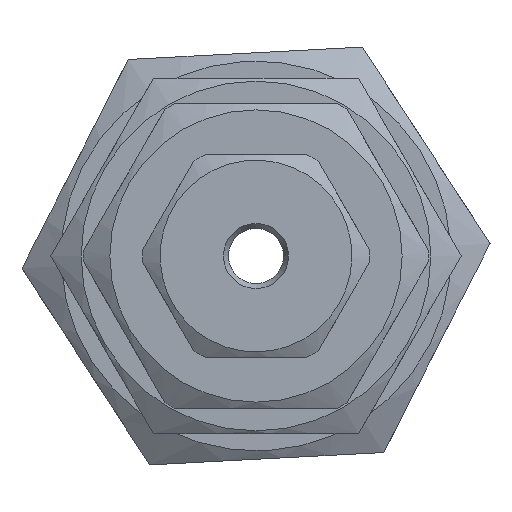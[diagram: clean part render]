
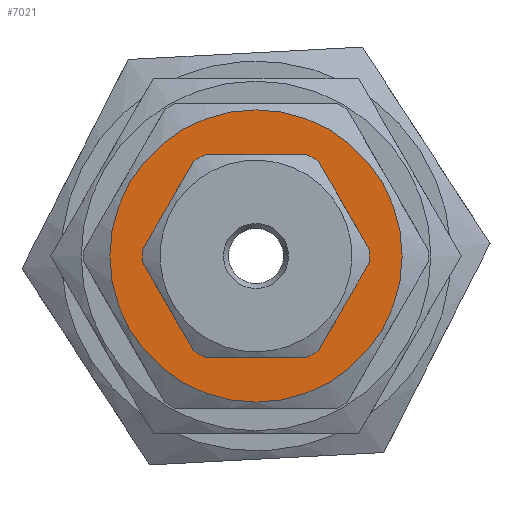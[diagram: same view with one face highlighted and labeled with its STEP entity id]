
A CAD part, left-side view. The second image highlights one B-rep face of the part: STEP entity #7021.
In plain terms, the highlighted planar face has unit normal (-1, 0, 0).
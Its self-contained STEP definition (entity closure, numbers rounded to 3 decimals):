
#6994=CARTESIAN_POINT('',(-7.295,1.143,-1.98));
#6995=DIRECTION('',(-1.0,0.0,0.0));
#6996=DIRECTION('',(0.0,0.866,0.5));
#6997=AXIS2_PLACEMENT_3D('',#6994,#6995,#6996);
#6998=PLANE('',#6997);
#6999=CARTESIAN_POINT('',(-7.295,2.286,-3.959));
#7000=VERTEX_POINT('',#6999);
#7001=CARTESIAN_POINT('',(-7.295,0.,0.));
#7002=DIRECTION('',(1.0,0.,0.));
#7003=DIRECTION('',(0.,0.5,-0.866));
#7004=AXIS2_PLACEMENT_3D('',#7001,#7002,#7003);
#7005=CIRCLE('',#7004,4.572);
#7006=EDGE_CURVE('',#7000,#7000,#7005,.T.);
#7007=ORIENTED_EDGE('',*,*,#7006,.F.);
#7008=EDGE_LOOP('',(#7007));
#7009=FACE_OUTER_BOUND('',#7008,.T.);
#7010=CARTESIAN_POINT('',(-7.295,-1.385,2.399));
#7011=VERTEX_POINT('',#7010);
#7012=CARTESIAN_POINT('',(-7.295,0.,0.));
#7013=DIRECTION('',(1.0,0.,0.));
#7014=DIRECTION('',(0.,-0.5,0.866));
#7015=AXIS2_PLACEMENT_3D('',#7012,#7013,#7014);
#7016=CIRCLE('',#7015,2.77);
#7017=EDGE_CURVE('',#7011,#7011,#7016,.T.);
#7018=ORIENTED_EDGE('',*,*,#7017,.T.);
#7019=EDGE_LOOP('',(#7018));
#7020=FACE_BOUND('',#7019,.T.);
#7021=ADVANCED_FACE('',(#7009,#7020),#6998,.T.);
